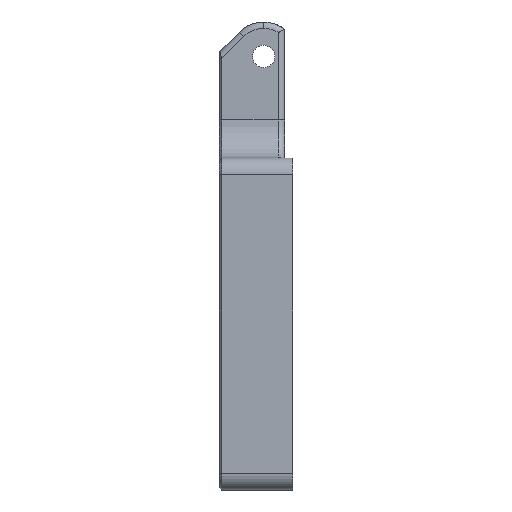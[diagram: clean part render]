
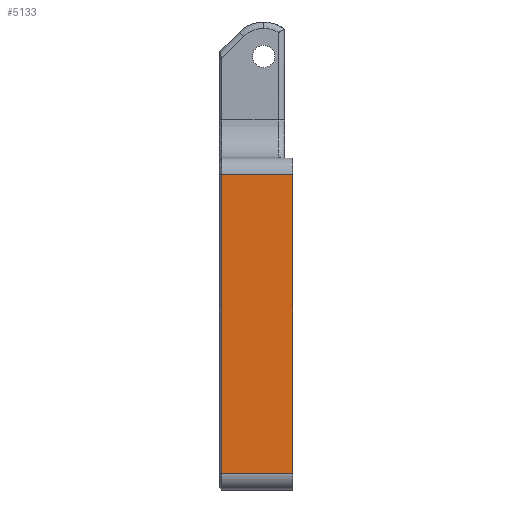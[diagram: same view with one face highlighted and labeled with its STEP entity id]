
A CAD part, left-side view. The second image highlights one B-rep face of the part: STEP entity #5133.
In plain terms, the highlighted planar face has unit normal (-1, 0, 0).
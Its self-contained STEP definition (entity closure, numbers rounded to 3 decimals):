
#125 = LINE ( 'NONE', #1114, #3586 ) ;
#197 = LINE ( 'NONE', #5262, #4991 ) ;
#218 = VECTOR ( 'NONE', #1749, 1000. ) ;
#246 = CARTESIAN_POINT ( 'NONE',  ( 0., -0.4, 2.6 ) ) ;
#324 = CARTESIAN_POINT ( 'NONE',  ( 0., -11.6, 49.6 ) ) ;
#403 = AXIS2_PLACEMENT_3D ( 'NONE', #461, #2438, #2372 ) ;
#461 = CARTESIAN_POINT ( 'NONE',  ( 0., -11.6, 0. ) ) ;
#672 = EDGE_CURVE ( 'NONE', #1566, #2407, #125, .T. ) ;
#1048 = EDGE_CURVE ( 'NONE', #1502, #1566, #197, .T. ) ;
#1114 = CARTESIAN_POINT ( 'NONE',  ( 0., -11.6, 2.6 ) ) ;
#1472 = ORIENTED_EDGE ( 'NONE', *, *, #672, .T. ) ;
#1502 = VERTEX_POINT ( 'NONE', #5485 ) ;
#1566 = VERTEX_POINT ( 'NONE', #246 ) ;
#1749 = DIRECTION ( 'NONE',  ( 0., 1., 0. ) ) ;
#1943 = CARTESIAN_POINT ( 'NONE',  ( 0., -11.6, 2.6 ) ) ;
#1944 = PLANE ( 'NONE',  #403 ) ;
#2096 = DIRECTION ( 'NONE',  ( 0., 0., 1. ) ) ;
#2372 = DIRECTION ( 'NONE',  ( 0., 0., 1. ) ) ;
#2407 = VERTEX_POINT ( 'NONE', #1943 ) ;
#2417 = DIRECTION ( 'NONE',  ( 0., 0., -1. ) ) ;
#2438 = DIRECTION ( 'NONE',  ( -1., 0., 0. ) ) ;
#2627 = CARTESIAN_POINT ( 'NONE',  ( 0., -11.6, 0. ) ) ;
#2991 = ORIENTED_EDGE ( 'NONE', *, *, #4318, .T. ) ;
#3038 = LINE ( 'NONE', #2627, #3566 ) ;
#3281 = FACE_OUTER_BOUND ( 'NONE', #4345, .T. ) ;
#3448 = ORIENTED_EDGE ( 'NONE', *, *, #6092, .T. ) ;
#3566 = VECTOR ( 'NONE', #2096, 1000. ) ;
#3586 = VECTOR ( 'NONE', #4512, 1000. ) ;
#4318 = EDGE_CURVE ( 'NONE', #4876, #1502, #5535, .T. ) ;
#4345 = EDGE_LOOP ( 'NONE', ( #2991, #4382, #1472, #3448 ) ) ;
#4382 = ORIENTED_EDGE ( 'NONE', *, *, #1048, .T. ) ;
#4512 = DIRECTION ( 'NONE',  ( 0., -1., 0. ) ) ;
#4876 = VERTEX_POINT ( 'NONE', #324 ) ;
#4991 = VECTOR ( 'NONE', #2417, 1000. ) ;
#5128 = CARTESIAN_POINT ( 'NONE',  ( 0., -11.6, 49.6 ) ) ;
#5133 = ADVANCED_FACE ( 'NONE', ( #3281 ), #1944, .T. ) ;
#5262 = CARTESIAN_POINT ( 'NONE',  ( 0., -0.4, 0. ) ) ;
#5485 = CARTESIAN_POINT ( 'NONE',  ( 0., -0.4, 49.6 ) ) ;
#5535 = LINE ( 'NONE', #5128, #218 ) ;
#6092 = EDGE_CURVE ( 'NONE', #2407, #4876, #3038, .T. ) ;
